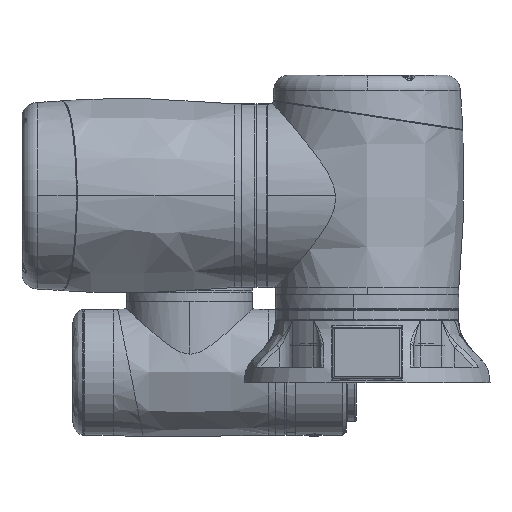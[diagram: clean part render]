
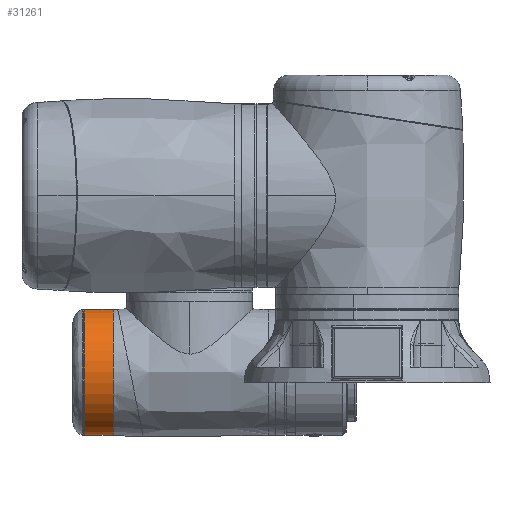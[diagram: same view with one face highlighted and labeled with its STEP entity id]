
A CAD part, left-side view. The second image highlights one B-rep face of the part: STEP entity #31261.
In plain terms, the highlighted cylindrical face has radius 40.5 mm (diameter 81 mm), a partial arc.
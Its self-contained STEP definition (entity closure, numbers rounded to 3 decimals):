
#1556 = VERTEX_POINT ( 'NONE', #10975 ) ;
#3553 = CIRCLE ( 'NONE', #18332, 40.5 ) ;
#10975 = CARTESIAN_POINT ( 'NONE',  ( 40.5, 117., 0. ) ) ;
#11861 = LINE ( 'NONE', #83967, #44773 ) ;
#14708 = CYLINDRICAL_SURFACE ( 'NONE', #31658, 40.5 ) ;
#15043 = DIRECTION ( 'NONE',  ( 0., -1., 0. ) ) ;
#16453 = EDGE_CURVE ( 'NONE', #56377, #67525, #56805, .T. ) ;
#17408 = CARTESIAN_POINT ( 'NONE',  ( 0., 135.5, 40.5 ) ) ;
#17417 = CIRCLE ( 'NONE', #21246, 40.5 ) ;
#17691 = AXIS2_PLACEMENT_3D ( 'NONE', #30153, #76155, #36692 ) ;
#18332 = AXIS2_PLACEMENT_3D ( 'NONE', #39133, #85128, #45753 ) ;
#21246 = AXIS2_PLACEMENT_3D ( 'NONE', #54453, #15043, #61107 ) ;
#21652 = EDGE_CURVE ( 'NONE', #1556, #67525, #17417, .T. ) ;
#21754 = VECTOR ( 'NONE', #77371, 1000. ) ;
#24386 = CARTESIAN_POINT ( 'NONE',  ( 0., 8.5, 0. ) ) ;
#25054 = DIRECTION ( 'NONE',  ( 0., -1., 0. ) ) ;
#25519 = CARTESIAN_POINT ( 'NONE',  ( -40.5, 135.5, 0. ) ) ;
#27341 = ORIENTED_EDGE ( 'NONE', *, *, #21652, .F. ) ;
#29522 = EDGE_CURVE ( 'NONE', #81702, #1556, #11861, .T. ) ;
#30153 = CARTESIAN_POINT ( 'NONE',  ( 0., 135.5, 0. ) ) ;
#30979 = DIRECTION ( 'NONE',  ( -1., 0., 0. ) ) ;
#31261 = ADVANCED_FACE ( 'NONE', ( #34201 ), #14708, .T. ) ;
#31658 = AXIS2_PLACEMENT_3D ( 'NONE', #24386, #63804, #30979 ) ;
#32303 = CARTESIAN_POINT ( 'NONE',  ( 40.5, 135.5, 0. ) ) ;
#34167 = CARTESIAN_POINT ( 'NONE',  ( -40.5, 117., 0. ) ) ;
#34201 = FACE_OUTER_BOUND ( 'NONE', #48743, .T. ) ;
#35618 = ORIENTED_EDGE ( 'NONE', *, *, #50905, .T. ) ;
#36692 = DIRECTION ( 'NONE',  ( 0., 0., 1. ) ) ;
#39133 = CARTESIAN_POINT ( 'NONE',  ( 0., 135.5, 0. ) ) ;
#39293 = EDGE_CURVE ( 'NONE', #62122, #56377, #57079, .T. ) ;
#41037 = ORIENTED_EDGE ( 'NONE', *, *, #16453, .T. ) ;
#44773 = VECTOR ( 'NONE', #25054, 1000. ) ;
#45753 = DIRECTION ( 'NONE',  ( 0., 0., 1. ) ) ;
#48743 = EDGE_LOOP ( 'NONE', ( #58734, #35618, #77467, #41037, #27341 ) ) ;
#50905 = EDGE_CURVE ( 'NONE', #81702, #62122, #3553, .T. ) ;
#54453 = CARTESIAN_POINT ( 'NONE',  ( 0., 117., 0. ) ) ;
#56377 = VERTEX_POINT ( 'NONE', #25519 ) ;
#56805 = LINE ( 'NONE', #70471, #21754 ) ;
#57079 = CIRCLE ( 'NONE', #17691, 40.5 ) ;
#58734 = ORIENTED_EDGE ( 'NONE', *, *, #29522, .F. ) ;
#61107 = DIRECTION ( 'NONE',  ( -1., 0., 0. ) ) ;
#62122 = VERTEX_POINT ( 'NONE', #17408 ) ;
#63804 = DIRECTION ( 'NONE',  ( 0., -1., 0. ) ) ;
#67525 = VERTEX_POINT ( 'NONE', #34167 ) ;
#70471 = CARTESIAN_POINT ( 'NONE',  ( -40.5, 8.5, 0. ) ) ;
#76155 = DIRECTION ( 'NONE',  ( 0., -1., 0. ) ) ;
#77371 = DIRECTION ( 'NONE',  ( 0., -1., 0. ) ) ;
#77467 = ORIENTED_EDGE ( 'NONE', *, *, #39293, .T. ) ;
#81702 = VERTEX_POINT ( 'NONE', #32303 ) ;
#83967 = CARTESIAN_POINT ( 'NONE',  ( 40.5, 8.5, 0. ) ) ;
#85128 = DIRECTION ( 'NONE',  ( 0., -1., 0. ) ) ;
